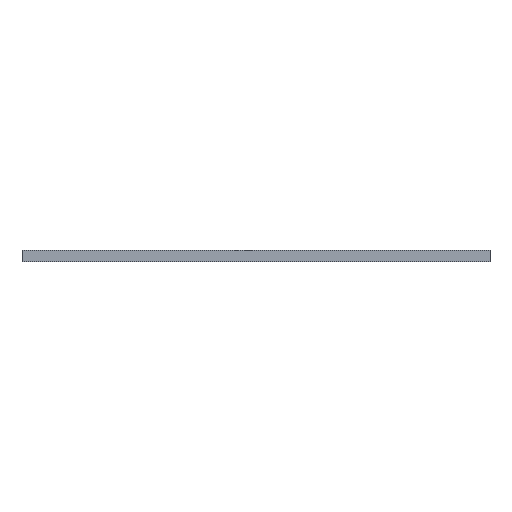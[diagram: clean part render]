
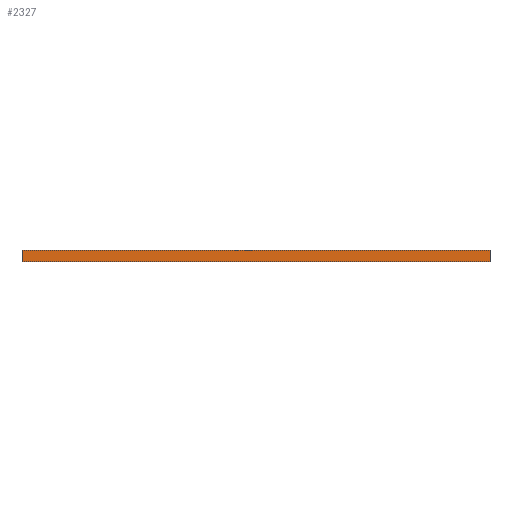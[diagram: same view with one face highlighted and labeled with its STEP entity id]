
A CAD part, left-side view. The second image highlights one B-rep face of the part: STEP entity #2327.
In plain terms, the highlighted planar face has unit normal (-1, 0, 0).
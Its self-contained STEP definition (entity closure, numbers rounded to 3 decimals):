
#322=FACE_OUTER_BOUND('',#436,.T.);
#436=EDGE_LOOP('',(#1920,#1921,#1922,#1923));
#690=LINE('',#3899,#916);
#691=LINE('',#3901,#917);
#692=LINE('',#3903,#918);
#693=LINE('',#3904,#919);
#916=VECTOR('',#3225,10.);
#917=VECTOR('',#3226,10.);
#918=VECTOR('',#3227,10.);
#919=VECTOR('',#3228,10.);
#1144=VERTEX_POINT('',#3897);
#1145=VERTEX_POINT('',#3898);
#1146=VERTEX_POINT('',#3900);
#1147=VERTEX_POINT('',#3902);
#1476=EDGE_CURVE('',#1144,#1145,#690,.T.);
#1477=EDGE_CURVE('',#1144,#1146,#691,.T.);
#1478=EDGE_CURVE('',#1147,#1146,#692,.T.);
#1479=EDGE_CURVE('',#1145,#1147,#693,.T.);
#1920=ORIENTED_EDGE('',*,*,#1476,.F.);
#1921=ORIENTED_EDGE('',*,*,#1477,.T.);
#1922=ORIENTED_EDGE('',*,*,#1478,.F.);
#1923=ORIENTED_EDGE('',*,*,#1479,.F.);
#2213=PLANE('',#2565);
#2327=ADVANCED_FACE('',(#322),#2213,.T.);
#2565=AXIS2_PLACEMENT_3D('',#3896,#3223,#3224);
#3223=DIRECTION('center_axis',(-1.,0.,0.));
#3224=DIRECTION('ref_axis',(0.,-1.,0.));
#3225=DIRECTION('',(0.,1.,0.));
#3226=DIRECTION('',(0.,0.,1.));
#3227=DIRECTION('',(0.,-1.,0.));
#3228=DIRECTION('',(0.,0.,1.));
#3896=CARTESIAN_POINT('Origin',(-10.,108.,13.));
#3897=CARTESIAN_POINT('',(-10.,-10.,13.));
#3898=CARTESIAN_POINT('',(-10.,108.,13.));
#3899=CARTESIAN_POINT('',(-10.,-10.,13.));
#3900=CARTESIAN_POINT('',(-10.,-10.,16.));
#3901=CARTESIAN_POINT('',(-10.,-10.,13.));
#3902=CARTESIAN_POINT('',(-10.,108.,16.));
#3903=CARTESIAN_POINT('',(-10.,-10.,16.));
#3904=CARTESIAN_POINT('',(-10.,108.,13.));
